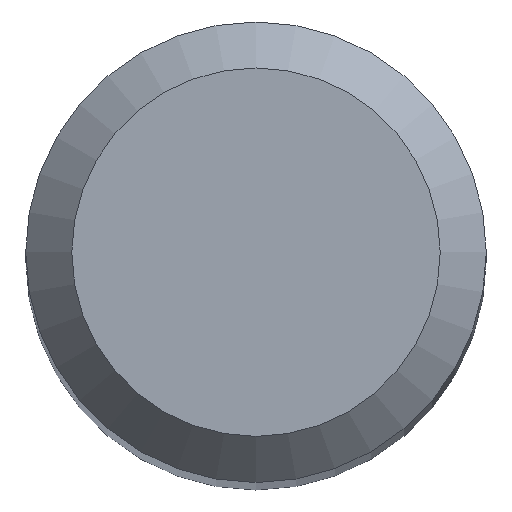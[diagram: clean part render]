
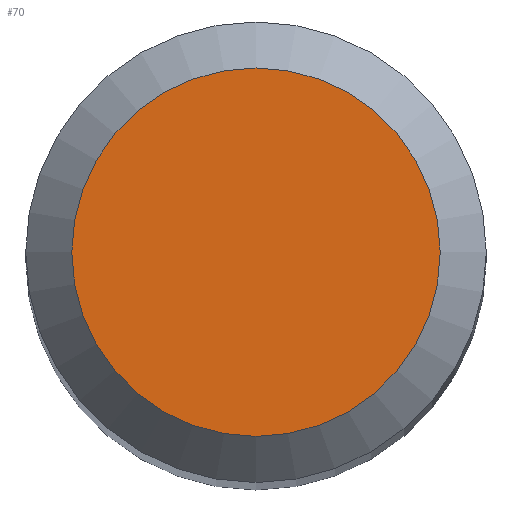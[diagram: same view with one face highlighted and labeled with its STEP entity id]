
A CAD part, top view. The second image highlights one B-rep face of the part: STEP entity #70.
In plain terms, the highlighted planar face has unit normal (0, 0, 1).
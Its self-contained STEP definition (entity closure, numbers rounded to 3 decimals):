
#1 = EDGE_LOOP ( 'NONE', ( #29 ) ) ;
#17 = VERTEX_POINT ( 'NONE', #211 ) ;
#29 = ORIENTED_EDGE ( 'NONE', *, *, #137, .F. ) ;
#36 = AXIS2_PLACEMENT_3D ( 'NONE', #101, #153, #169 ) ;
#60 = PLANE ( 'NONE',  #36 ) ;
#70 = ADVANCED_FACE ( 'NONE', ( #212 ), #60, .F. ) ;
#101 = CARTESIAN_POINT ( 'NONE',  ( 0., 0., 38. ) ) ;
#121 = CIRCLE ( 'NONE', #196, 1.2 ) ;
#130 = DIRECTION ( 'NONE',  ( 0., 0., -1. ) ) ;
#137 = EDGE_CURVE ( 'NONE', #17, #17, #121, .T. ) ;
#153 = DIRECTION ( 'NONE',  ( 0., 0., -1. ) ) ;
#169 = DIRECTION ( 'NONE',  ( 0., 1., 0. ) ) ;
#191 = CARTESIAN_POINT ( 'NONE',  ( 0., 0., 38. ) ) ;
#196 = AXIS2_PLACEMENT_3D ( 'NONE', #191, #130, #208 ) ;
#208 = DIRECTION ( 'NONE',  ( 0., 1., 0. ) ) ;
#211 = CARTESIAN_POINT ( 'NONE',  ( 0., 1.2, 38. ) ) ;
#212 = FACE_OUTER_BOUND ( 'NONE', #1, .T. ) ;
